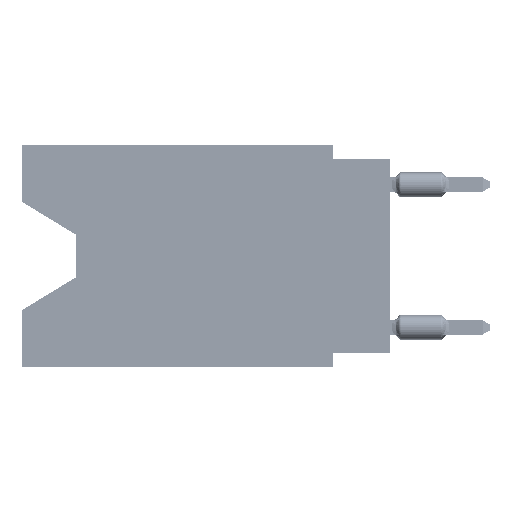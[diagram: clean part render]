
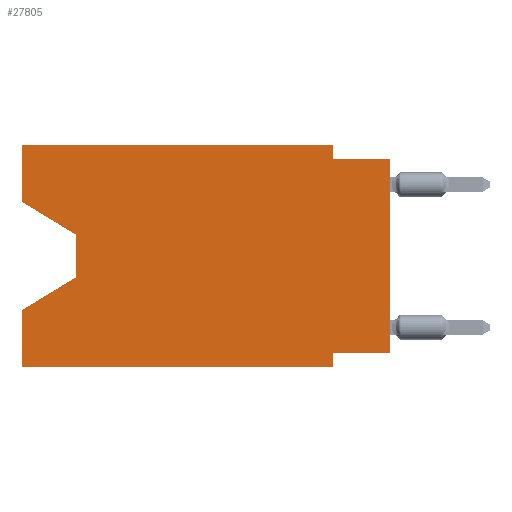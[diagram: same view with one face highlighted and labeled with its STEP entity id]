
A CAD part, left-side view. The second image highlights one B-rep face of the part: STEP entity #27805.
In plain terms, the highlighted planar face has unit normal (-1, 0, 0).
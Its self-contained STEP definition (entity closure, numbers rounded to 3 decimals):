
#846 = VECTOR ( 'NONE', #53367, 1000. ) ;
#1645 = CARTESIAN_POINT ( 'NONE',  ( 0., 2.54, 0. ) ) ;
#1649 = VERTEX_POINT ( 'NONE', #18663 ) ;
#2166 = CARTESIAN_POINT ( 'NONE',  ( 0., 16.383, -9.906 ) ) ;
#2492 = DIRECTION ( 'NONE',  ( 0., 0., -1. ) ) ;
#2608 = LINE ( 'NONE', #63770, #4249 ) ;
#2652 = VERTEX_POINT ( 'NONE', #34240 ) ;
#3725 = ORIENTED_EDGE ( 'NONE', *, *, #18987, .F. ) ;
#4249 = VECTOR ( 'NONE', #18931, 1000. ) ;
#4478 = CARTESIAN_POINT ( 'NONE',  ( 0., 16.383, -9.906 ) ) ;
#4814 = VECTOR ( 'NONE', #17681, 1000. ) ;
#5623 = FACE_OUTER_BOUND ( 'NONE', #20637, .T. ) ;
#5823 = CARTESIAN_POINT ( 'NONE',  ( 0., 0., -9.271 ) ) ;
#5912 = EDGE_CURVE ( 'NONE', #66790, #18613, #38512, .T. ) ;
#7119 = VERTEX_POINT ( 'NONE', #48269 ) ;
#7455 = EDGE_CURVE ( 'NONE', #42222, #18613, #2608, .T. ) ;
#7732 = DIRECTION ( 'NONE',  ( 0., -1., 0. ) ) ;
#8298 = EDGE_CURVE ( 'NONE', #23620, #20345, #64960, .T. ) ;
#8662 = VECTOR ( 'NONE', #7732, 1000. ) ;
#9772 = ORIENTED_EDGE ( 'NONE', *, *, #7455, .F. ) ;
#9849 = VECTOR ( 'NONE', #21114, 1000. ) ;
#11063 = VECTOR ( 'NONE', #65733, 1000. ) ;
#11147 = ORIENTED_EDGE ( 'NONE', *, *, #61592, .F. ) ;
#14949 = VECTOR ( 'NONE', #25674, 1000. ) ;
#15266 = CARTESIAN_POINT ( 'NONE',  ( 0., 16.383, 0. ) ) ;
#15731 = ORIENTED_EDGE ( 'NONE', *, *, #72018, .T. ) ;
#16964 = CARTESIAN_POINT ( 'NONE',  ( 0., 13.97, -5.893 ) ) ;
#17030 = CARTESIAN_POINT ( 'NONE',  ( 0., 13.97, -4.013 ) ) ;
#17406 = CARTESIAN_POINT ( 'NONE',  ( 0., 0., -0.635 ) ) ;
#17681 = DIRECTION ( 'NONE',  ( 0., 1., 0. ) ) ;
#18064 = CARTESIAN_POINT ( 'NONE',  ( 0., 13.97, -5.893 ) ) ;
#18613 = VERTEX_POINT ( 'NONE', #17406 ) ;
#18663 = CARTESIAN_POINT ( 'NONE',  ( 0., 2.54, -9.271 ) ) ;
#18689 = CARTESIAN_POINT ( 'NONE',  ( 0., 13.97, -4.013 ) ) ;
#18931 = DIRECTION ( 'NONE',  ( 0., -1., 0. ) ) ;
#18987 = EDGE_CURVE ( 'NONE', #66790, #1649, #68802, .T. ) ;
#19211 = LINE ( 'NONE', #2166, #8662 ) ;
#20345 = VERTEX_POINT ( 'NONE', #18064 ) ;
#20637 = EDGE_LOOP ( 'NONE', ( #50707, #68711, #30349, #47684, #15731, #46716, #3725, #73161, #9772, #25423, #11147, #35723 ) ) ;
#21114 = DIRECTION ( 'NONE',  ( 0., 0., 1. ) ) ;
#22146 = DIRECTION ( 'NONE',  ( 0., 0., -1. ) ) ;
#22655 = DIRECTION ( 'NONE',  ( 0., 0., -1. ) ) ;
#23620 = VERTEX_POINT ( 'NONE', #17030 ) ;
#24377 = CARTESIAN_POINT ( 'NONE',  ( 0., 2.54, -9.906 ) ) ;
#25423 = ORIENTED_EDGE ( 'NONE', *, *, #55787, .F. ) ;
#25674 = DIRECTION ( 'NONE',  ( 0., 0., -1. ) ) ;
#26952 = LINE ( 'NONE', #16964, #63997 ) ;
#27692 = VERTEX_POINT ( 'NONE', #15266 ) ;
#27805 = ADVANCED_FACE ( 'NONE', ( #5623 ), #55645, .F. ) ;
#30349 = ORIENTED_EDGE ( 'NONE', *, *, #67666, .T. ) ;
#31991 = LINE ( 'NONE', #72020, #11063 ) ;
#32942 = EDGE_CURVE ( 'NONE', #49310, #27692, #31991, .T. ) ;
#33873 = CARTESIAN_POINT ( 'NONE',  ( 0., 2.54, 0. ) ) ;
#34240 = CARTESIAN_POINT ( 'NONE',  ( 0., 2.54, -9.906 ) ) ;
#35723 = ORIENTED_EDGE ( 'NONE', *, *, #32942, .F. ) ;
#36214 = LINE ( 'NONE', #24377, #53572 ) ;
#38512 = LINE ( 'NONE', #49623, #9849 ) ;
#39331 = CARTESIAN_POINT ( 'NONE',  ( 0., 16.383, 0. ) ) ;
#40124 = DIRECTION ( 'NONE',  ( 0., -0.855, -0.519 ) ) ;
#40518 = CARTESIAN_POINT ( 'NONE',  ( 0., 16.383, 0. ) ) ;
#41863 = VECTOR ( 'NONE', #68269, 1000. ) ;
#42212 = VERTEX_POINT ( 'NONE', #4478 ) ;
#42222 = VERTEX_POINT ( 'NONE', #59717 ) ;
#42490 = CARTESIAN_POINT ( 'NONE',  ( 0., 16.383, -2.546 ) ) ;
#43845 = CARTESIAN_POINT ( 'NONE',  ( 0., 16.383, -2.546 ) ) ;
#45627 = DIRECTION ( 'NONE',  ( 1., 0., 0. ) ) ;
#46270 = VECTOR ( 'NONE', #22146, 1000. ) ;
#46716 = ORIENTED_EDGE ( 'NONE', *, *, #69496, .F. ) ;
#47684 = ORIENTED_EDGE ( 'NONE', *, *, #73115, .F. ) ;
#48269 = CARTESIAN_POINT ( 'NONE',  ( 0., 16.383, -7.36 ) ) ;
#49310 = VERTEX_POINT ( 'NONE', #42490 ) ;
#49623 = CARTESIAN_POINT ( 'NONE',  ( 0., 0., 0. ) ) ;
#50108 = CARTESIAN_POINT ( 'NONE',  ( 0., 0., -9.271 ) ) ;
#50707 = ORIENTED_EDGE ( 'NONE', *, *, #58816, .T. ) ;
#53367 = DIRECTION ( 'NONE',  ( 0., -1., 0. ) ) ;
#53572 = VECTOR ( 'NONE', #2492, 1000. ) ;
#55645 = PLANE ( 'NONE',  #63828 ) ;
#55787 = EDGE_CURVE ( 'NONE', #71475, #42222, #61793, .T. ) ;
#58816 = EDGE_CURVE ( 'NONE', #49310, #23620, #73121, .T. ) ;
#58938 = LINE ( 'NONE', #40518, #846 ) ;
#59717 = CARTESIAN_POINT ( 'NONE',  ( 0., 2.54, -0.635 ) ) ;
#61592 = EDGE_CURVE ( 'NONE', #27692, #71475, #58938, .T. ) ;
#61793 = LINE ( 'NONE', #1645, #46270 ) ;
#63770 = CARTESIAN_POINT ( 'NONE',  ( 0., 0., -0.635 ) ) ;
#63828 = AXIS2_PLACEMENT_3D ( 'NONE', #39331, #45627, #22655 ) ;
#63997 = VECTOR ( 'NONE', #72540, 1000. ) ;
#64062 = CARTESIAN_POINT ( 'NONE',  ( 0., 16.383, 0. ) ) ;
#64960 = LINE ( 'NONE', #18689, #14949 ) ;
#65733 = DIRECTION ( 'NONE',  ( 0., 0., 1. ) ) ;
#66790 = VERTEX_POINT ( 'NONE', #50108 ) ;
#67666 = EDGE_CURVE ( 'NONE', #20345, #7119, #26952, .T. ) ;
#68269 = DIRECTION ( 'NONE',  ( 0., 0., 1. ) ) ;
#68711 = ORIENTED_EDGE ( 'NONE', *, *, #8298, .T. ) ;
#68802 = LINE ( 'NONE', #5823, #4814 ) ;
#69496 = EDGE_CURVE ( 'NONE', #1649, #2652, #36214, .T. ) ;
#69621 = LINE ( 'NONE', #64062, #41863 ) ;
#71432 = VECTOR ( 'NONE', #40124, 1000. ) ;
#71475 = VERTEX_POINT ( 'NONE', #33873 ) ;
#72018 = EDGE_CURVE ( 'NONE', #42212, #2652, #19211, .T. ) ;
#72020 = CARTESIAN_POINT ( 'NONE',  ( 0., 16.383, 0. ) ) ;
#72540 = DIRECTION ( 'NONE',  ( 0., 0.855, -0.519 ) ) ;
#73115 = EDGE_CURVE ( 'NONE', #42212, #7119, #69621, .T. ) ;
#73121 = LINE ( 'NONE', #43845, #71432 ) ;
#73161 = ORIENTED_EDGE ( 'NONE', *, *, #5912, .T. ) ;
